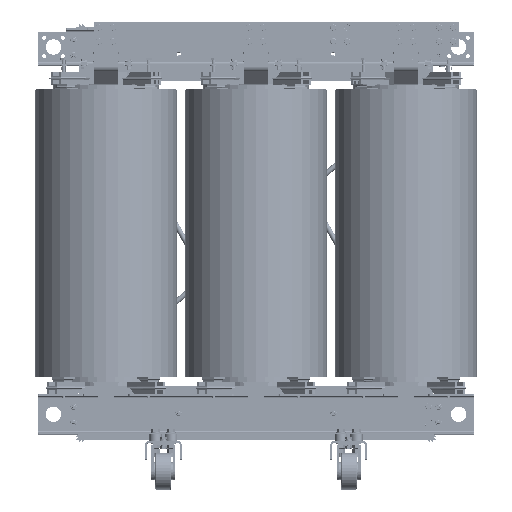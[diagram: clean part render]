
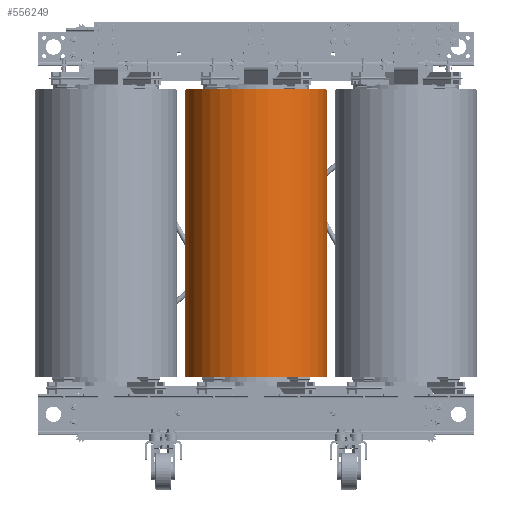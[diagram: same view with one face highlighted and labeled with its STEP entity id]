
A CAD part, top view. The second image highlights one B-rep face of the part: STEP entity #556249.
In plain terms, the highlighted cylindrical face has radius 230 mm (diameter 460 mm), a partial arc.
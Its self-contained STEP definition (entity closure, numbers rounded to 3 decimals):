
#162509 = LINE ( 'NONE', #318449, #162741 ) ;
#162741 = VECTOR ( 'NONE', #318441, 1000. ) ;
#162763 = VECTOR ( 'NONE', #318400, 1000. ) ;
#162804 = LINE ( 'NONE', #318456, #162763 ) ;
#162907 = CIRCLE ( 'NONE', #272742, 230. ) ;
#162966 = CIRCLE ( 'NONE', #272732, 230. ) ;
#227216 = VERTEX_POINT ( 'NONE', #537556 ) ;
#227292 = VERTEX_POINT ( 'NONE', #537601 ) ;
#227502 = VERTEX_POINT ( 'NONE', #538017 ) ;
#227663 = VERTEX_POINT ( 'NONE', #538209 ) ;
#272732 = AXIS2_PLACEMENT_3D ( 'NONE', #318926, #318842, #318846 ) ;
#272742 = AXIS2_PLACEMENT_3D ( 'NONE', #318361, #318474, #318611 ) ;
#301901 = EDGE_LOOP ( 'NONE', ( #319869, #319779, #320061, #319848 ) ) ;
#307693 = EDGE_CURVE ( 'NONE', #227292, #227216, #162509, .T. ) ;
#307713 = EDGE_CURVE ( 'NONE', #227502, #227663, #162804, .T. ) ;
#307771 = EDGE_CURVE ( 'NONE', #227663, #227216, #162907, .T. ) ;
#307913 = EDGE_CURVE ( 'NONE', #227502, #227292, #162966, .T. ) ;
#318361 = CARTESIAN_POINT ( 'NONE',  ( 0., -465., 0. ) ) ;
#318400 = DIRECTION ( 'NONE',  ( 0., -1., 0. ) ) ;
#318441 = DIRECTION ( 'NONE',  ( 0., -1., 0. ) ) ;
#318449 = CARTESIAN_POINT ( 'NONE',  ( 230., 465., 0. ) ) ;
#318456 = CARTESIAN_POINT ( 'NONE',  ( -230., 465., 0. ) ) ;
#318474 = DIRECTION ( 'NONE',  ( 0., 1., 0. ) ) ;
#318611 = DIRECTION ( 'NONE',  ( -1., 0., 0. ) ) ;
#318842 = DIRECTION ( 'NONE',  ( 0., 1., 0. ) ) ;
#318846 = DIRECTION ( 'NONE',  ( -1., 0., 0. ) ) ;
#318926 = CARTESIAN_POINT ( 'NONE',  ( 0., 465., 0. ) ) ;
#319779 = ORIENTED_EDGE ( 'NONE', *, *, #307713, .T. ) ;
#319848 = ORIENTED_EDGE ( 'NONE', *, *, #307693, .F. ) ;
#319869 = ORIENTED_EDGE ( 'NONE', *, *, #307913, .F. ) ;
#320061 = ORIENTED_EDGE ( 'NONE', *, *, #307771, .T. ) ;
#482094 = AXIS2_PLACEMENT_3D ( 'NONE', #498065, #498140, #498211 ) ;
#498065 = CARTESIAN_POINT ( 'NONE',  ( 0., 465., 0. ) ) ;
#498140 = DIRECTION ( 'NONE',  ( 0., -1., 0. ) ) ;
#498211 = DIRECTION ( 'NONE',  ( 1., 0., 0. ) ) ;
#515154 = CYLINDRICAL_SURFACE ( 'NONE', #482094, 230. ) ;
#515156 = FACE_OUTER_BOUND ( 'NONE', #301901, .T. ) ;
#537556 = CARTESIAN_POINT ( 'NONE',  ( 230., -465., 0. ) ) ;
#537601 = CARTESIAN_POINT ( 'NONE',  ( 230., 465., 0. ) ) ;
#538017 = CARTESIAN_POINT ( 'NONE',  ( -230., 465., 0. ) ) ;
#538209 = CARTESIAN_POINT ( 'NONE',  ( -230., -465., 0. ) ) ;
#556249 = ADVANCED_FACE ( 'NONE', ( #515156 ), #515154, .T. ) ;
